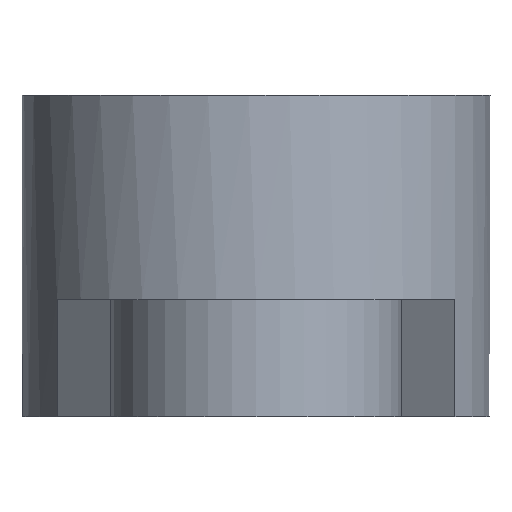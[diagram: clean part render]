
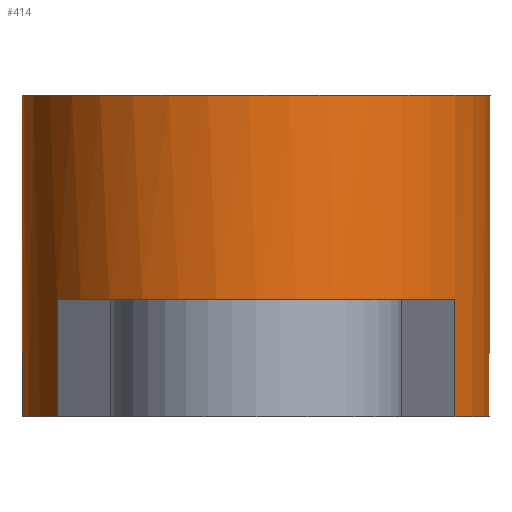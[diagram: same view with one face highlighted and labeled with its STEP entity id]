
A CAD part, left-side view. The second image highlights one B-rep face of the part: STEP entity #414.
In plain terms, the highlighted cylindrical face has radius 4 mm (diameter 8 mm), a full revolution.
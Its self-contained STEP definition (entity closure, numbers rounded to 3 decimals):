
#64=FACE_OUTER_BOUND('',#94,.T.);
#94=EDGE_LOOP('',(#353,#354,#355,#356,#357,#358,#359,#360,#361,#362,#363,
#364));
#114=LINE('',#663,#140);
#116=LINE('',#669,#142);
#125=LINE('',#704,#151);
#127=LINE('',#710,#153);
#130=LINE('',#723,#156);
#140=VECTOR('',#538,10.);
#142=VECTOR('',#542,10.);
#151=VECTOR('',#581,10.);
#153=VECTOR('',#585,10.);
#156=VECTOR('',#602,4.);
#171=CIRCLE('',#458,4.);
#180=CIRCLE('',#474,4.);
#181=CIRCLE('',#476,4.);
#182=CIRCLE('',#477,4.);
#183=CIRCLE('',#478,4.);
#184=CIRCLE('',#479,4.);
#197=VERTEX_POINT('',#656);
#200=VERTEX_POINT('',#661);
#201=VERTEX_POINT('',#665);
#203=VERTEX_POINT('',#668);
#211=VERTEX_POINT('',#697);
#214=VERTEX_POINT('',#702);
#215=VERTEX_POINT('',#706);
#217=VERTEX_POINT('',#709);
#219=VERTEX_POINT('',#720);
#220=VERTEX_POINT('',#722);
#242=EDGE_CURVE('',#197,#200,#114,.T.);
#244=EDGE_CURVE('',#203,#201,#116,.T.);
#249=EDGE_CURVE('',#200,#203,#171,.T.);
#262=EDGE_CURVE('',#211,#214,#125,.T.);
#264=EDGE_CURVE('',#217,#215,#127,.T.);
#269=EDGE_CURVE('',#214,#217,#180,.T.);
#270=EDGE_CURVE('',#219,#219,#181,.T.);
#271=EDGE_CURVE('',#219,#220,#130,.T.);
#272=EDGE_CURVE('',#220,#211,#182,.T.);
#273=EDGE_CURVE('',#215,#197,#183,.T.);
#274=EDGE_CURVE('',#201,#220,#184,.T.);
#353=ORIENTED_EDGE('',*,*,#270,.F.);
#354=ORIENTED_EDGE('',*,*,#271,.T.);
#355=ORIENTED_EDGE('',*,*,#272,.T.);
#356=ORIENTED_EDGE('',*,*,#262,.T.);
#357=ORIENTED_EDGE('',*,*,#269,.T.);
#358=ORIENTED_EDGE('',*,*,#264,.T.);
#359=ORIENTED_EDGE('',*,*,#273,.T.);
#360=ORIENTED_EDGE('',*,*,#242,.T.);
#361=ORIENTED_EDGE('',*,*,#249,.T.);
#362=ORIENTED_EDGE('',*,*,#244,.T.);
#363=ORIENTED_EDGE('',*,*,#274,.T.);
#364=ORIENTED_EDGE('',*,*,#271,.F.);
#394=CYLINDRICAL_SURFACE('',#475,4.);
#414=ADVANCED_FACE('',(#64),#394,.T.);
#458=AXIS2_PLACEMENT_3D('',#677,#553,#554);
#474=AXIS2_PLACEMENT_3D('',#718,#596,#597);
#475=AXIS2_PLACEMENT_3D('',#719,#598,#599);
#476=AXIS2_PLACEMENT_3D('',#721,#600,#601);
#477=AXIS2_PLACEMENT_3D('',#724,#603,#604);
#478=AXIS2_PLACEMENT_3D('',#725,#605,#606);
#479=AXIS2_PLACEMENT_3D('',#726,#607,#608);
#538=DIRECTION('',(0.,0.,1.));
#542=DIRECTION('',(0.,0.,-1.));
#553=DIRECTION('center_axis',(0.,0.,1.));
#554=DIRECTION('ref_axis',(-0.527,-0.85,0.));
#581=DIRECTION('',(0.,0.,1.));
#585=DIRECTION('',(0.,0.,-1.));
#596=DIRECTION('center_axis',(0.,0.,1.));
#597=DIRECTION('ref_axis',(-0.527,-0.85,0.));
#598=DIRECTION('center_axis',(0.,0.,1.));
#599=DIRECTION('ref_axis',(-0.527,-0.85,0.));
#600=DIRECTION('center_axis',(0.,0.,1.));
#601=DIRECTION('ref_axis',(-0.527,-0.85,0.));
#602=DIRECTION('',(0.,0.,-1.));
#603=DIRECTION('center_axis',(0.,0.,1.));
#604=DIRECTION('ref_axis',(-0.527,-0.85,0.));
#605=DIRECTION('center_axis',(0.,0.,1.));
#606=DIRECTION('ref_axis',(-0.527,-0.85,0.));
#607=DIRECTION('center_axis',(0.,0.,1.));
#608=DIRECTION('ref_axis',(-0.527,-0.85,0.));
#656=CARTESIAN_POINT('',(2.107,-3.4,0.));
#661=CARTESIAN_POINT('',(2.107,-3.4,2.));
#663=CARTESIAN_POINT('',(2.107,-3.4,0.));
#665=CARTESIAN_POINT('',(2.107,3.4,0.));
#668=CARTESIAN_POINT('',(2.107,3.4,2.));
#669=CARTESIAN_POINT('',(2.107,3.4,0.));
#677=CARTESIAN_POINT('Origin',(0.,0.,2.));
#697=CARTESIAN_POINT('',(-2.107,3.4,0.));
#702=CARTESIAN_POINT('',(-2.107,3.4,2.));
#704=CARTESIAN_POINT('',(-2.107,3.4,0.));
#706=CARTESIAN_POINT('',(-2.107,-3.4,0.));
#709=CARTESIAN_POINT('',(-2.107,-3.4,2.));
#710=CARTESIAN_POINT('',(-2.107,-3.4,0.));
#718=CARTESIAN_POINT('Origin',(0.,0.,2.));
#719=CARTESIAN_POINT('Origin',(0.,0.,0.));
#720=CARTESIAN_POINT('',(2.107,3.4,5.5));
#721=CARTESIAN_POINT('Origin',(0.,0.,5.5));
#722=CARTESIAN_POINT('',(2.107,3.4,0.));
#723=CARTESIAN_POINT('',(2.107,3.4,0.));
#724=CARTESIAN_POINT('Origin',(0.,0.,0.));
#725=CARTESIAN_POINT('Origin',(0.,0.,0.));
#726=CARTESIAN_POINT('Origin',(0.,0.,0.));
